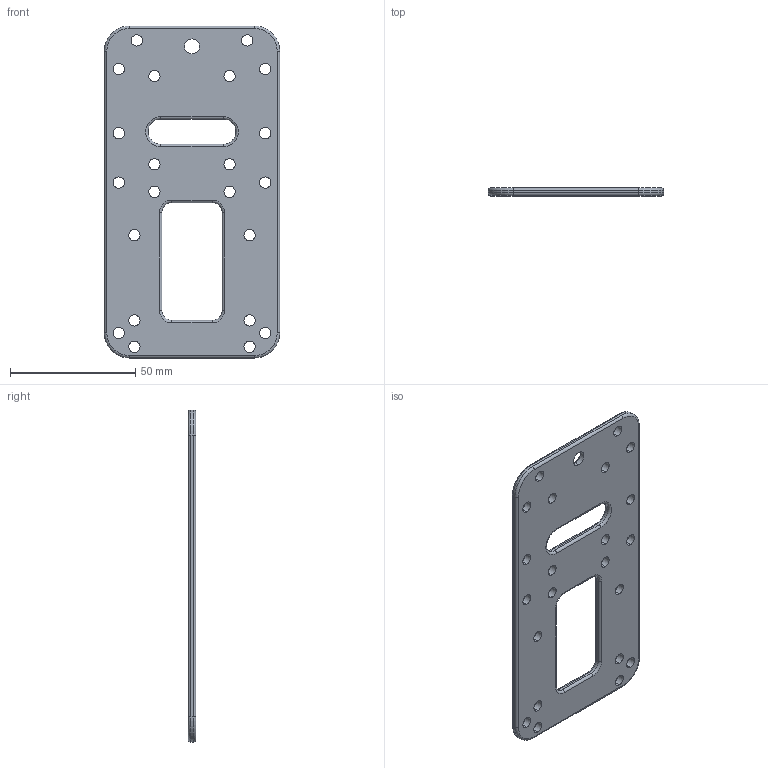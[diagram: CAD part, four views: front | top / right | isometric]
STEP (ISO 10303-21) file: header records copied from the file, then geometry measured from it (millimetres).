
FILE_DESCRIPTION (( 'STEP AP203' ), '1' );
FILE_NAME ('Base_Predeterminado_sldprt.STEP', '2024-07-23T21:00:37', ( '' ), ( '' ), 'SwSTEP 2.0', 'SolidWorks 2018', '' );
FILE_SCHEMA (( 'CONFIG_CONTROL_DESIGN' ));
Length unit declared in the file: centimetre
Products named in the file (1): Base_Predeterminado_sldprt
Bounding box: 70 x 3 x 132.5 mm (x, y, z)
Volume: 21821.4 mm3; surface area: 17033.3 mm2
Topology: 1 solids, 1 shells, 173 faces, 462 edges, 294 vertices
Faces by surface type: cylinder 76, plane 57, torus 20, bspline 18, cone 2
Entity records: 6255 total; most frequent: CARTESIAN_POINT 1740, ORIENTED_EDGE 924, DIRECTION 912, EDGE_CURVE 462, AXIS2_PLACEMENT_3D 330, VERTEX_POINT 294, LINE 252, VECTOR 252
